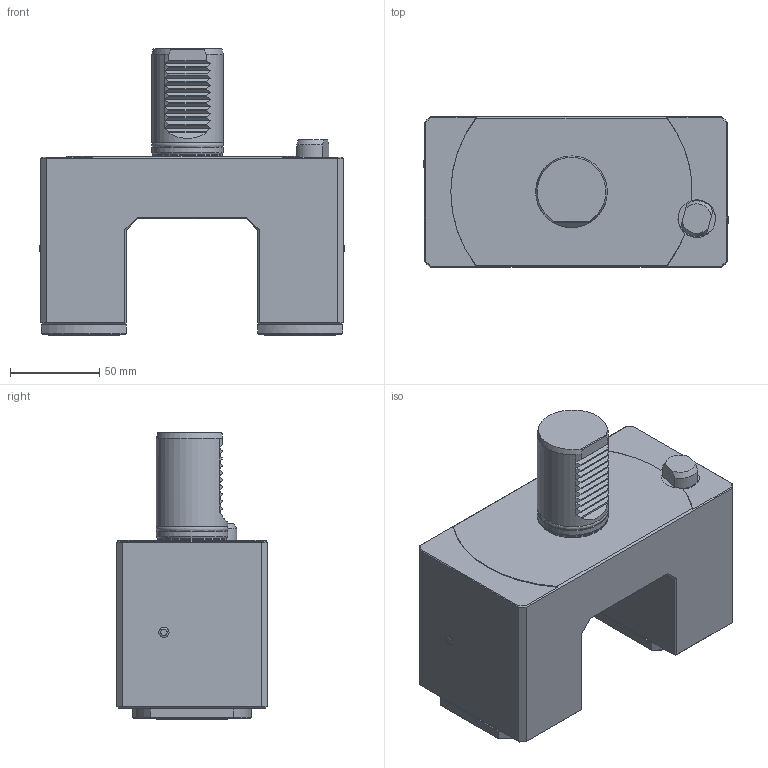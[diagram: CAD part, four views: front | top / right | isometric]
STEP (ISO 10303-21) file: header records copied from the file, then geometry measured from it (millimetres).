
FILE_DESCRIPTION(/* description */ (''),/* implementation_level */ '2;1');
FILE_NAME(/* name */ '1618583286783.stp',/* time_stamp */ '2021-04-16T16:28:14+02:00',/* author */ (''),/* organization */ ('SMS'),/* preprocessor_version */ 'ST-DEVELOPER v16.7',/* originating_system */ 'SIEMENS PLM Software NX 12.0',/* authorisation */ '');
FILE_SCHEMA (('AUTOMOTIVE_DESIGN { 1 0 10303 214 3 1 1 1 }'));
Length unit declared in the file: millimetre
Products named in the file (1): 203494467mod000_00
Bounding box: 170.07 x 84 x 159.99 mm (x, y, z)
Volume: 1051240.3 mm3; surface area: 92090.5 mm2
Topology: 1 solids, 1 shells, 223 faces, 552 edges, 352 vertices
Faces by surface type: plane 135, cylinder 47, cone 21, sphere 10, torus 7, bspline 3
Full cylindrical faces by diameter (mm): 2.5 x2, 4.495 x4, 5.183 x4, 5.694 x2, 5.994 x4, 7.193 x4, 21 x1, 36.5 x2, 39 x1, 39.96 x2, 40 x2
Entity records: 6938 total; most frequent: CARTESIAN_POINT 2219, DIRECTION 973, ORIENTED_EDGE 880, EDGE_CURVE 440, AXIS2_PLACEMENT_3D 381, VERTEX_POINT 306, EDGE_LOOP 298, ADVANCED_FACE 213
